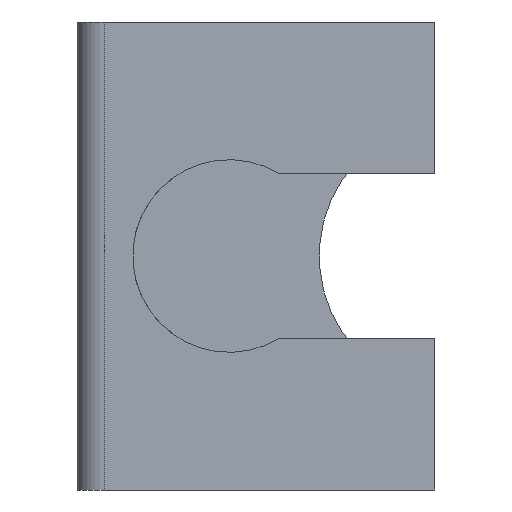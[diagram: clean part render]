
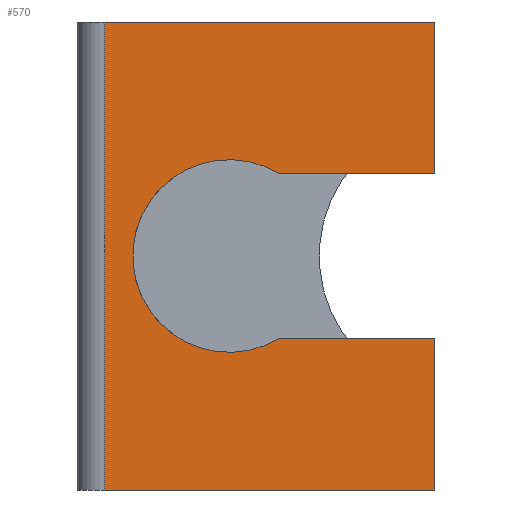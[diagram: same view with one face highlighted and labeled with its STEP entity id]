
A CAD part, left-side view. The second image highlights one B-rep face of the part: STEP entity #570.
In plain terms, the highlighted planar face has unit normal (-1, 0, 0).
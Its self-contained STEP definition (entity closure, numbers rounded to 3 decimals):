
#32=PLANE('',#633);
#62=FACE_OUTER_BOUND('',#94,.T.);
#94=EDGE_LOOP('',(#484,#485,#486,#487,#488,#489,#490,#491));
#105=CIRCLE('',#596,7.);
#129=LINE('',#848,#187);
#158=LINE('',#1019,#216);
#164=LINE('',#1043,#222);
#168=LINE('',#1050,#226);
#170=LINE('',#1054,#228);
#171=LINE('',#1056,#229);
#172=LINE('',#1057,#230);
#187=VECTOR('',#662,10.);
#216=VECTOR('',#737,10.);
#222=VECTOR('',#761,10.);
#226=VECTOR('',#769,10.);
#228=VECTOR('',#773,10.);
#229=VECTOR('',#776,10.);
#230=VECTOR('',#777,10.);
#249=VERTEX_POINT('',#838);
#250=VERTEX_POINT('',#840);
#252=VERTEX_POINT('',#846);
#280=VERTEX_POINT('',#1017);
#281=VERTEX_POINT('',#1018);
#290=VERTEX_POINT('',#1042);
#291=VERTEX_POINT('',#1048);
#292=VERTEX_POINT('',#1052);
#303=EDGE_CURVE('',#250,#249,#105,.T.);
#307=EDGE_CURVE('',#249,#252,#129,.T.);
#348=EDGE_CURVE('',#280,#281,#158,.T.);
#359=EDGE_CURVE('',#290,#250,#164,.T.);
#363=EDGE_CURVE('',#291,#290,#168,.T.);
#365=EDGE_CURVE('',#252,#292,#170,.T.);
#366=EDGE_CURVE('',#280,#292,#171,.T.);
#367=EDGE_CURVE('',#291,#281,#172,.T.);
#484=ORIENTED_EDGE('',*,*,#303,.T.);
#485=ORIENTED_EDGE('',*,*,#307,.T.);
#486=ORIENTED_EDGE('',*,*,#365,.T.);
#487=ORIENTED_EDGE('',*,*,#366,.F.);
#488=ORIENTED_EDGE('',*,*,#348,.T.);
#489=ORIENTED_EDGE('',*,*,#367,.F.);
#490=ORIENTED_EDGE('',*,*,#363,.T.);
#491=ORIENTED_EDGE('',*,*,#359,.T.);
#570=ADVANCED_FACE('',(#62),#32,.F.);
#596=AXIS2_PLACEMENT_3D('',#841,#655,#656);
#633=AXIS2_PLACEMENT_3D('',#1055,#774,#775);
#655=DIRECTION('center_axis',(1.,0.,0.));
#656=DIRECTION('ref_axis',(0.,-1.,0.));
#662=DIRECTION('',(0.,-1.,0.));
#737=DIRECTION('',(0.,0.,-1.));
#761=DIRECTION('',(0.,1.,0.));
#769=DIRECTION('',(0.,0.,1.));
#773=DIRECTION('',(0.,0.,1.));
#774=DIRECTION('center_axis',(1.,0.,0.));
#775=DIRECTION('ref_axis',(0.,0.,-1.));
#776=DIRECTION('',(0.,-1.,0.));
#777=DIRECTION('',(0.,1.,0.));
#838=CARTESIAN_POINT('',(59.253,61.078,13.482));
#840=CARTESIAN_POINT('',(59.253,61.078,1.482));
#841=CARTESIAN_POINT('Origin',(59.253,64.683,7.482));
#846=CARTESIAN_POINT('',(59.253,49.735,13.482));
#848=CARTESIAN_POINT('',(59.253,63.394,13.482));
#1017=CARTESIAN_POINT('',(59.253,73.735,24.482));
#1018=CARTESIAN_POINT('',(59.253,73.735,-9.518));
#1019=CARTESIAN_POINT('',(59.253,73.735,-9.518));
#1042=CARTESIAN_POINT('',(59.253,49.735,1.482));
#1043=CARTESIAN_POINT('',(59.253,63.394,1.482));
#1048=CARTESIAN_POINT('',(59.253,49.735,-9.518));
#1050=CARTESIAN_POINT('',(59.253,49.735,1.732));
#1052=CARTESIAN_POINT('',(59.253,49.735,24.482));
#1054=CARTESIAN_POINT('',(59.253,49.735,13.232));
#1055=CARTESIAN_POINT('Origin',(59.253,68.088,7.482));
#1056=CARTESIAN_POINT('',(59.253,69.337,24.482));
#1057=CARTESIAN_POINT('',(59.253,69.337,-9.518));
